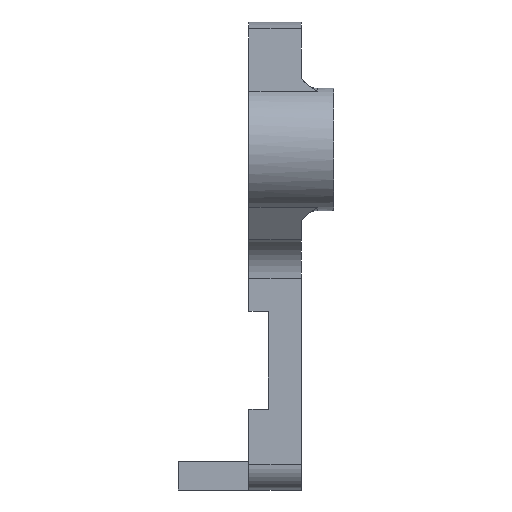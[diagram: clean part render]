
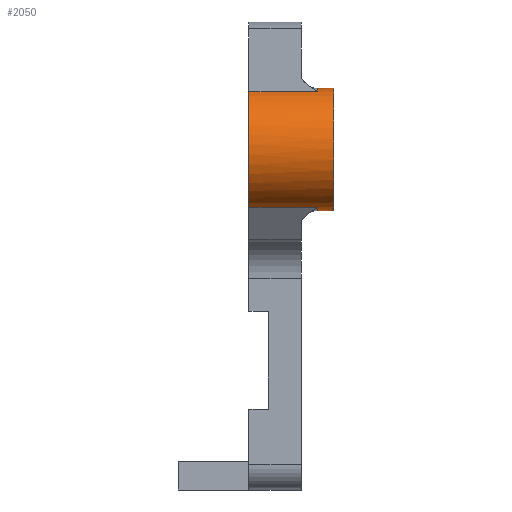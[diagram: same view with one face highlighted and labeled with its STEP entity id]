
A CAD part, left-side view. The second image highlights one B-rep face of the part: STEP entity #2050.
In plain terms, the highlighted cylindrical face has radius 4.763 mm (diameter 9.525 mm), a partial arc.
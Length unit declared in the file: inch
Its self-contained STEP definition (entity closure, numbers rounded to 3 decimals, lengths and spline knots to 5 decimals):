
#48 = VERTEX_POINT ( 'NONE', #958 ) ;
#117 = DIRECTION ( 'NONE',  ( 0., -1., 0. ) ) ;
#143 = DIRECTION ( 'NONE',  ( 0., 0., -1. ) ) ;
#173 = CARTESIAN_POINT ( 'NONE',  ( -0.625, -0.26, -0.1875 ) ) ;
#223 = CIRCLE ( 'NONE', #1880, 0.1875 ) ;
#286 = DIRECTION ( 'NONE',  ( 0., 1., 0. ) ) ;
#386 = VERTEX_POINT ( 'NONE', #2348 ) ;
#441 = EDGE_CURVE ( 'NONE', #1056, #1321, #953, .T. ) ;
#453 = VERTEX_POINT ( 'NONE', #2395 ) ;
#473 = CARTESIAN_POINT ( 'NONE',  ( -0.6859, -0.26, -0.17733 ) ) ;
#479 = ORIENTED_EDGE ( 'NONE', *, *, #692, .F. ) ;
#511 = ORIENTED_EDGE ( 'NONE', *, *, #1628, .T. ) ;
#539 = DIRECTION ( 'NONE',  ( 0., -1., 0. ) ) ;
#547 = CIRCLE ( 'NONE', #648, 0.1875 ) ;
#568 = AXIS2_PLACEMENT_3D ( 'NONE', #797, #539, #1767 ) ;
#638 = CARTESIAN_POINT ( 'NONE',  ( -0.6859, -0.26, 0.17733 ) ) ;
#648 = AXIS2_PLACEMENT_3D ( 'NONE', #1603, #117, #1113 ) ;
#656 = DIRECTION ( 'NONE',  ( 0., 1., 0. ) ) ;
#692 = EDGE_CURVE ( 'NONE', #453, #1400, #547, .T. ) ;
#755 = CARTESIAN_POINT ( 'NONE',  ( -0.6859, 0., 0.17733 ) ) ;
#786 = ORIENTED_EDGE ( 'NONE', *, *, #1624, .T. ) ;
#796 = VECTOR ( 'NONE', #656, 39.37008 ) ;
#797 = CARTESIAN_POINT ( 'NONE',  ( -0.625, -0.21, 0. ) ) ;
#872 = CARTESIAN_POINT ( 'NONE',  ( -0.625, -0.26, -0.1875 ) ) ;
#953 = LINE ( 'NONE', #473, #2440 ) ;
#958 = CARTESIAN_POINT ( 'NONE',  ( -0.625, -0.21, 0.1875 ) ) ;
#1019 = DIRECTION ( 'NONE',  ( 0., -1., 0. ) ) ;
#1023 = EDGE_CURVE ( 'NONE', #1400, #386, #3036, .T. ) ;
#1053 = DIRECTION ( 'NONE',  ( 0., 0., -1. ) ) ;
#1056 = VERTEX_POINT ( 'NONE', #2623 ) ;
#1113 = DIRECTION ( 'NONE',  ( 0., 0., -1. ) ) ;
#1123 = DIRECTION ( 'NONE',  ( 0., -1., 0. ) ) ;
#1142 = ORIENTED_EDGE ( 'NONE', *, *, #1023, .F. ) ;
#1153 = ORIENTED_EDGE ( 'NONE', *, *, #441, .F. ) ;
#1194 = DIRECTION ( 'NONE',  ( 0., 1., 0. ) ) ;
#1237 = CARTESIAN_POINT ( 'NONE',  ( -0.6859, -0.21, 0.17733 ) ) ;
#1253 = DIRECTION ( 'NONE',  ( 0., 0., 1. ) ) ;
#1271 = CARTESIAN_POINT ( 'NONE',  ( -0.625, -0.26, 0. ) ) ;
#1321 = VERTEX_POINT ( 'NONE', #2074 ) ;
#1335 = EDGE_CURVE ( 'NONE', #48, #2431, #223, .T. ) ;
#1399 = DIRECTION ( 'NONE',  ( 0., 1., 0. ) ) ;
#1400 = VERTEX_POINT ( 'NONE', #173 ) ;
#1603 = CARTESIAN_POINT ( 'NONE',  ( -0.625, -0.26, 0. ) ) ;
#1624 = EDGE_CURVE ( 'NONE', #2415, #1321, #2846, .T. ) ;
#1628 = EDGE_CURVE ( 'NONE', #1056, #386, #2538, .T. ) ;
#1767 = DIRECTION ( 'NONE',  ( 0., 0., -1. ) ) ;
#1835 = AXIS2_PLACEMENT_3D ( 'NONE', #1271, #286, #1253 ) ;
#1880 = AXIS2_PLACEMENT_3D ( 'NONE', #2295, #1123, #143 ) ;
#1927 = LINE ( 'NONE', #2910, #2620 ) ;
#2050 = ADVANCED_FACE ( 'NONE', ( #2446 ), #2909, .T. ) ;
#2062 = EDGE_LOOP ( 'NONE', ( #1142, #479, #2586, #3059, #2798, #786, #1153, #511 ) ) ;
#2074 = CARTESIAN_POINT ( 'NONE',  ( -0.6859, 0., -0.17733 ) ) ;
#2227 = AXIS2_PLACEMENT_3D ( 'NONE', #2983, #1019, #1053 ) ;
#2276 = LINE ( 'NONE', #638, #796 ) ;
#2295 = CARTESIAN_POINT ( 'NONE',  ( -0.625, -0.21, 0. ) ) ;
#2348 = CARTESIAN_POINT ( 'NONE',  ( -0.625, -0.21, -0.1875 ) ) ;
#2395 = CARTESIAN_POINT ( 'NONE',  ( -0.625, -0.26, 0.1875 ) ) ;
#2415 = VERTEX_POINT ( 'NONE', #755 ) ;
#2431 = VERTEX_POINT ( 'NONE', #1237 ) ;
#2440 = VECTOR ( 'NONE', #1399, 39.37008 ) ;
#2446 = FACE_OUTER_BOUND ( 'NONE', #2062, .T. ) ;
#2538 = CIRCLE ( 'NONE', #568, 0.1875 ) ;
#2586 = ORIENTED_EDGE ( 'NONE', *, *, #3101, .T. ) ;
#2620 = VECTOR ( 'NONE', #1194, 39.37008 ) ;
#2623 = CARTESIAN_POINT ( 'NONE',  ( -0.6859, -0.21, -0.17733 ) ) ;
#2635 = DIRECTION ( 'NONE',  ( 0., 1., 0. ) ) ;
#2798 = ORIENTED_EDGE ( 'NONE', *, *, #2892, .T. ) ;
#2846 = CIRCLE ( 'NONE', #2227, 0.1875 ) ;
#2892 = EDGE_CURVE ( 'NONE', #2431, #2415, #2276, .T. ) ;
#2909 = CYLINDRICAL_SURFACE ( 'NONE', #1835, 0.1875 ) ;
#2910 = CARTESIAN_POINT ( 'NONE',  ( -0.625, -0.26, 0.1875 ) ) ;
#2977 = VECTOR ( 'NONE', #2635, 39.37008 ) ;
#2983 = CARTESIAN_POINT ( 'NONE',  ( -0.625, 0., 0. ) ) ;
#3036 = LINE ( 'NONE', #872, #2977 ) ;
#3059 = ORIENTED_EDGE ( 'NONE', *, *, #1335, .T. ) ;
#3101 = EDGE_CURVE ( 'NONE', #453, #48, #1927, .T. ) ;
